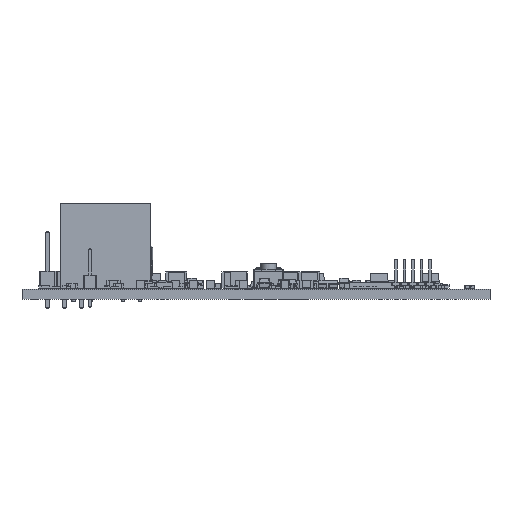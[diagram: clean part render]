
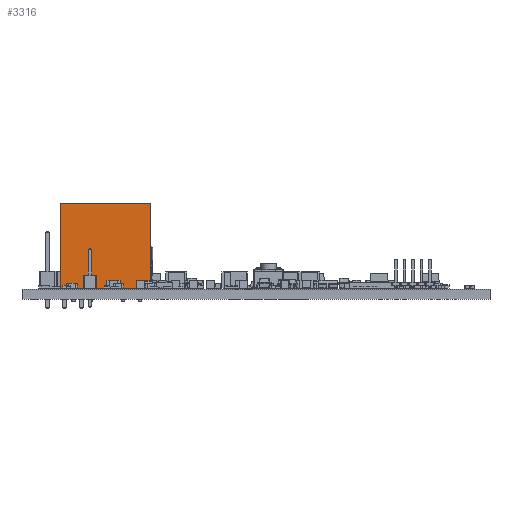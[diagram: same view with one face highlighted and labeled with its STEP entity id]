
A CAD part, front view. The second image highlights one B-rep face of the part: STEP entity #3316.
In plain terms, the highlighted face is planar.
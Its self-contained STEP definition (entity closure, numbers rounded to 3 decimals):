
#3229 = VERTEX_POINT('',#3230);
#3230 = CARTESIAN_POINT('',(0.,13.46,0.));
#3236 = EDGE_CURVE('',#3229,#3237,#3239,.T.);
#3237 = VERTEX_POINT('',#3238);
#3238 = CARTESIAN_POINT('',(0.,13.46,12.7));
#3239 = LINE('',#3240,#3241);
#3240 = CARTESIAN_POINT('',(0.,13.46,0.));
#3241 = VECTOR('',#3242,1.);
#3242 = DIRECTION('',(0.,0.,1.));
#3269 = VERTEX_POINT('',#3270);
#3270 = CARTESIAN_POINT('',(13.46,13.46,0.));
#3276 = EDGE_CURVE('',#3269,#3277,#3279,.T.);
#3277 = VERTEX_POINT('',#3278);
#3278 = CARTESIAN_POINT('',(13.46,13.46,12.7));
#3279 = LINE('',#3280,#3281);
#3280 = CARTESIAN_POINT('',(13.46,13.46,0.));
#3281 = VECTOR('',#3282,1.);
#3282 = DIRECTION('',(0.,0.,1.));
#3316 = ADVANCED_FACE('',(#3317),#3333,.T.);
#3317 = FACE_BOUND('',#3318,.T.);
#3318 = EDGE_LOOP('',(#3319,#3325,#3326,#3332));
#3319 = ORIENTED_EDGE('',*,*,#3320,.F.);
#3320 = EDGE_CURVE('',#3229,#3269,#3321,.T.);
#3321 = LINE('',#3322,#3323);
#3322 = CARTESIAN_POINT('',(0.,13.46,0.));
#3323 = VECTOR('',#3324,1.);
#3324 = DIRECTION('',(1.,0.,-0.));
#3325 = ORIENTED_EDGE('',*,*,#3236,.T.);
#3326 = ORIENTED_EDGE('',*,*,#3327,.T.);
#3327 = EDGE_CURVE('',#3237,#3277,#3328,.T.);
#3328 = LINE('',#3329,#3330);
#3329 = CARTESIAN_POINT('',(0.,13.46,12.7));
#3330 = VECTOR('',#3331,1.);
#3331 = DIRECTION('',(1.,0.,-0.));
#3332 = ORIENTED_EDGE('',*,*,#3276,.F.);
#3333 = PLANE('',#3334);
#3334 = AXIS2_PLACEMENT_3D('',#3335,#3336,#3337);
#3335 = CARTESIAN_POINT('',(0.,13.46,0.));
#3336 = DIRECTION('',(-0.,1.,0.));
#3337 = DIRECTION('',(0.,0.,1.));
